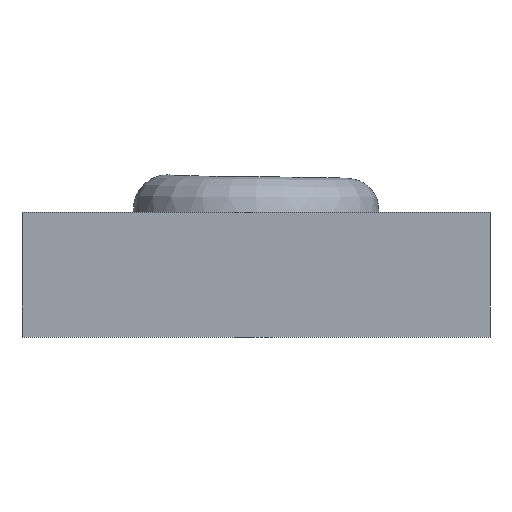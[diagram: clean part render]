
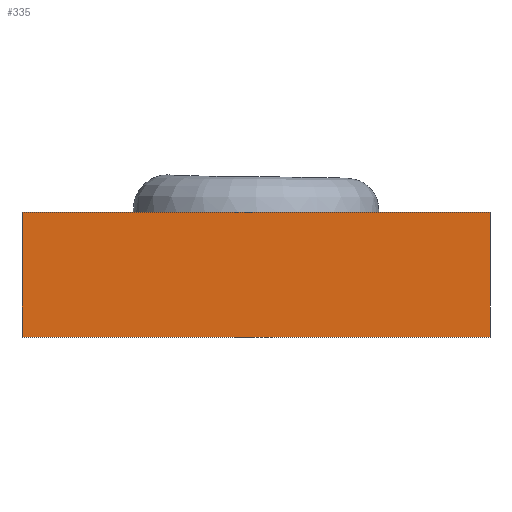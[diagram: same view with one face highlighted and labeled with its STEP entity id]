
A CAD part, front view. The second image highlights one B-rep face of the part: STEP entity #335.
In plain terms, the highlighted planar face has unit normal (0, -1, 0).
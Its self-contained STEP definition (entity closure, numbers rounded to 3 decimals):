
#19 = DIRECTION ( 'NONE',  ( 0., 0., 1. ) ) ;
#36 = LINE ( 'NONE', #237, #619 ) ;
#174 = DIRECTION ( 'NONE',  ( 0., -1., 0. ) ) ;
#196 = DIRECTION ( 'NONE',  ( 0., 0., -1. ) ) ;
#200 = CARTESIAN_POINT ( 'NONE',  ( 75., -75., -40. ) ) ;
#205 = CARTESIAN_POINT ( 'NONE',  ( 75., -75., 0. ) ) ;
#237 = CARTESIAN_POINT ( 'NONE',  ( -75., -75., -40. ) ) ;
#286 = VECTOR ( 'NONE', #589, 1000. ) ;
#294 = DIRECTION ( 'NONE',  ( 1., 0., 0. ) ) ;
#335 = ADVANCED_FACE ( 'NONE', ( #1335 ), #435, .T. ) ;
#359 = VECTOR ( 'NONE', #1496, 1000. ) ;
#424 = EDGE_CURVE ( 'NONE', #1372, #708, #839, .T. ) ;
#435 = PLANE ( 'NONE',  #1487 ) ;
#534 = VECTOR ( 'NONE', #294, 1000. ) ;
#589 = DIRECTION ( 'NONE',  ( 1., 0., 0. ) ) ;
#619 = VECTOR ( 'NONE', #19, 1000. ) ;
#652 = CARTESIAN_POINT ( 'NONE',  ( 75., -75., -40. ) ) ;
#659 = CARTESIAN_POINT ( 'NONE',  ( -75., -75., -40. ) ) ;
#668 = EDGE_CURVE ( 'NONE', #1275, #708, #1117, .T. ) ;
#688 = LINE ( 'NONE', #823, #286 ) ;
#708 = VERTEX_POINT ( 'NONE', #205 ) ;
#778 = CARTESIAN_POINT ( 'NONE',  ( -75., -75., 0. ) ) ;
#797 = EDGE_CURVE ( 'NONE', #1310, #1372, #36, .T. ) ;
#823 = CARTESIAN_POINT ( 'NONE',  ( -75., -75., -40. ) ) ;
#839 = LINE ( 'NONE', #778, #534 ) ;
#868 = EDGE_CURVE ( 'NONE', #1310, #1275, #688, .T. ) ;
#1044 = ORIENTED_EDGE ( 'NONE', *, *, #668, .T. ) ;
#1117 = LINE ( 'NONE', #200, #359 ) ;
#1185 = ORIENTED_EDGE ( 'NONE', *, *, #797, .F. ) ;
#1234 = EDGE_LOOP ( 'NONE', ( #1255, #1185, #1420, #1044 ) ) ;
#1255 = ORIENTED_EDGE ( 'NONE', *, *, #424, .F. ) ;
#1275 = VERTEX_POINT ( 'NONE', #652 ) ;
#1310 = VERTEX_POINT ( 'NONE', #659 ) ;
#1335 = FACE_OUTER_BOUND ( 'NONE', #1234, .T. ) ;
#1372 = VERTEX_POINT ( 'NONE', #1390 ) ;
#1374 = CARTESIAN_POINT ( 'NONE',  ( -75., -75., -40. ) ) ;
#1390 = CARTESIAN_POINT ( 'NONE',  ( -75., -75., 0. ) ) ;
#1420 = ORIENTED_EDGE ( 'NONE', *, *, #868, .T. ) ;
#1487 = AXIS2_PLACEMENT_3D ( 'NONE', #1374, #174, #196 ) ;
#1496 = DIRECTION ( 'NONE',  ( 0., 0., 1. ) ) ;
